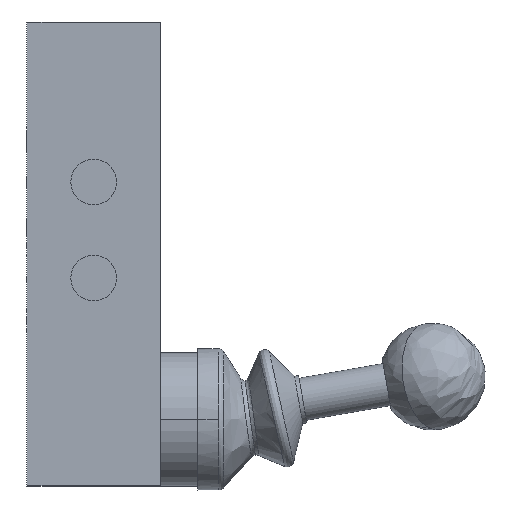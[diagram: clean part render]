
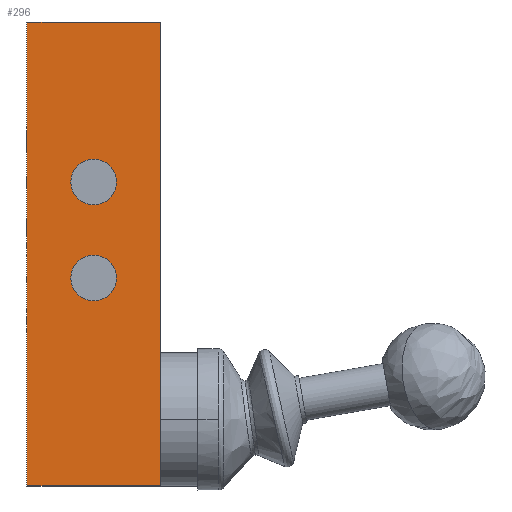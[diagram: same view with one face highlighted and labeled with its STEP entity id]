
A CAD part, front view. The second image highlights one B-rep face of the part: STEP entity #296.
In plain terms, the highlighted planar face has unit normal (0, -1, 0).
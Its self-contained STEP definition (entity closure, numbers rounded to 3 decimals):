
#43 = VERTEX_POINT ( 'NONE', #1896 ) ;
#45 = VERTEX_POINT ( 'NONE', #1898 ) ;
#101 = VERTEX_POINT ( 'NONE', #1954 ) ;
#102 = VERTEX_POINT ( 'NONE', #1955 ) ;
#106 = VERTEX_POINT ( 'NONE', #1959 ) ;
#109 = VERTEX_POINT ( 'NONE', #1962 ) ;
#199 = VERTEX_POINT ( 'NONE', #2052 ) ;
#202 = VERTEX_POINT ( 'NONE', #2055 ) ;
#296 = ADVANCED_FACE ( 'NONE', ( #1379, #1383, #1386 ), #5116, .T. ) ;
#466 = ORIENTED_EDGE ( 'NONE', *, *, #9615, .F. ) ;
#467 = ORIENTED_EDGE ( 'NONE', *, *, #9690, .T. ) ;
#468 = ORIENTED_EDGE ( 'NONE', *, *, #9696, .F. ) ;
#469 = ORIENTED_EDGE ( 'NONE', *, *, #9693, .F. ) ;
#470 = ORIENTED_EDGE ( 'NONE', *, *, #9450, .T. ) ;
#471 = ORIENTED_EDGE ( 'NONE', *, *, #9697, .T. ) ;
#472 = ORIENTED_EDGE ( 'NONE', *, *, #9446, .T. ) ;
#473 = ORIENTED_EDGE ( 'NONE', *, *, #9688, .T. ) ;
#1379 = FACE_OUTER_BOUND ( 'NONE', #9064, .T. ) ;
#1383 = FACE_BOUND ( 'NONE', #9066, .T. ) ;
#1386 = FACE_BOUND ( 'NONE', #9048, .T. ) ;
#1534 = CIRCLE ( 'NONE', #3350, 4.283 ) ;
#1537 = CIRCLE ( 'NONE', #3512, 4.283 ) ;
#1715 = LINE ( 'NONE', #7775, #1719 ) ;
#1719 = VECTOR ( 'NONE', #7776, 1000. ) ;
#1896 = CARTESIAN_POINT ( 'NONE',  ( -12.5, -20., 0. ) ) ;
#1898 = CARTESIAN_POINT ( 'NONE',  ( -12.5, -20., 87. ) ) ;
#1954 = CARTESIAN_POINT ( 'NONE',  ( 0., -20., 52.717 ) ) ;
#1955 = CARTESIAN_POINT ( 'NONE',  ( 0., -20., 61.283 ) ) ;
#1959 = CARTESIAN_POINT ( 'NONE',  ( 0., -20., 34.717 ) ) ;
#1962 = CARTESIAN_POINT ( 'NONE',  ( 0., -20., 43.283 ) ) ;
#2052 = CARTESIAN_POINT ( 'NONE',  ( 12.5, -20., 0. ) ) ;
#2055 = CARTESIAN_POINT ( 'NONE',  ( 12.5, -20., 87. ) ) ;
#3350 = AXIS2_PLACEMENT_3D ( 'NONE', #6385, #6387, #6388 ) ;
#3387 = AXIS2_PLACEMENT_3D ( 'NONE', #5117, #5118, #5119 ) ;
#3512 = AXIS2_PLACEMENT_3D ( 'NONE', #6510, #6512, #6513 ) ;
#3542 = AXIS2_PLACEMENT_3D ( 'NONE', #7937, #7942, #7943 ) ;
#3546 = AXIS2_PLACEMENT_3D ( 'NONE', #7920, #7922, #7923 ) ;
#5116 = PLANE ( 'NONE',  #3387 ) ;
#5117 = CARTESIAN_POINT ( 'NONE',  ( 12.5, -20., 0. ) ) ;
#5118 = DIRECTION ( 'NONE',  ( 0., -1., 0. ) ) ;
#5119 = DIRECTION ( 'NONE',  ( 0., 0., -1. ) ) ;
#6385 = CARTESIAN_POINT ( 'NONE',  ( 0., -20., 39. ) ) ;
#6387 = DIRECTION ( 'NONE',  ( 0., 1., 0. ) ) ;
#6388 = DIRECTION ( 'NONE',  ( 0., 0., -1. ) ) ;
#6409 = B_SPLINE_CURVE_WITH_KNOTS ( 'NONE', 1,
 ( #7940, #7941 ),
 .UNSPECIFIED., .F., .F.,
 ( 2, 2 ),
 ( 0., 1. ),
 .UNSPECIFIED. ) ;
#6510 = CARTESIAN_POINT ( 'NONE',  ( 0., -20., 57. ) ) ;
#6512 = DIRECTION ( 'NONE',  ( 0., 1., 0. ) ) ;
#6513 = DIRECTION ( 'NONE',  ( 0., 0., -1. ) ) ;
#7775 = CARTESIAN_POINT ( 'NONE',  ( -12.5, -20., 0. ) ) ;
#7776 = DIRECTION ( 'NONE',  ( 0., 0., 1. ) ) ;
#7920 = CARTESIAN_POINT ( 'NONE',  ( 0., -20., 39. ) ) ;
#7921 = CARTESIAN_POINT ( 'NONE',  ( 0., -20., 0. ) ) ;
#7922 = DIRECTION ( 'NONE',  ( 0., 1., 0. ) ) ;
#7923 = DIRECTION ( 'NONE',  ( 0., 0., -1. ) ) ;
#7926 = DIRECTION ( 'NONE',  ( 1., 0., 0. ) ) ;
#7931 = CARTESIAN_POINT ( 'NONE',  ( 0., -20., 87. ) ) ;
#7932 = DIRECTION ( 'NONE',  ( 1., 0., 0. ) ) ;
#7937 = CARTESIAN_POINT ( 'NONE',  ( 0., -20., 57. ) ) ;
#7940 = CARTESIAN_POINT ( 'NONE',  ( 12.5, -20., 87. ) ) ;
#7941 = CARTESIAN_POINT ( 'NONE',  ( 12.5, -20., 0. ) ) ;
#7942 = DIRECTION ( 'NONE',  ( 0., 1., 0. ) ) ;
#7943 = DIRECTION ( 'NONE',  ( 0., 0., -1. ) ) ;
#8219 = LINE ( 'NONE', #7921, #8220 ) ;
#8220 = VECTOR ( 'NONE', #7926, 1000. ) ;
#8222 = CIRCLE ( 'NONE', #3546, 4.283 ) ;
#8223 = LINE ( 'NONE', #7931, #8224 ) ;
#8224 = VECTOR ( 'NONE', #7932, 1000. ) ;
#8228 = CIRCLE ( 'NONE', #3542, 4.283 ) ;
#9048 = EDGE_LOOP ( 'NONE', ( #472, #473 ) ) ;
#9064 = EDGE_LOOP ( 'NONE', ( #466, #467, #468, #469 ) ) ;
#9066 = EDGE_LOOP ( 'NONE', ( #470, #471 ) ) ;
#9446 = EDGE_CURVE ( 'NONE', #106, #109, #1534, .T. ) ;
#9450 = EDGE_CURVE ( 'NONE', #101, #102, #1537, .T. ) ;
#9615 = EDGE_CURVE ( 'NONE', #43, #45, #1715, .T. ) ;
#9688 = EDGE_CURVE ( 'NONE', #109, #106, #8222, .T. ) ;
#9690 = EDGE_CURVE ( 'NONE', #43, #199, #8219, .T. ) ;
#9693 = EDGE_CURVE ( 'NONE', #45, #202, #8223, .T. ) ;
#9696 = EDGE_CURVE ( 'NONE', #202, #199, #6409, .T. ) ;
#9697 = EDGE_CURVE ( 'NONE', #102, #101, #8228, .T. ) ;
